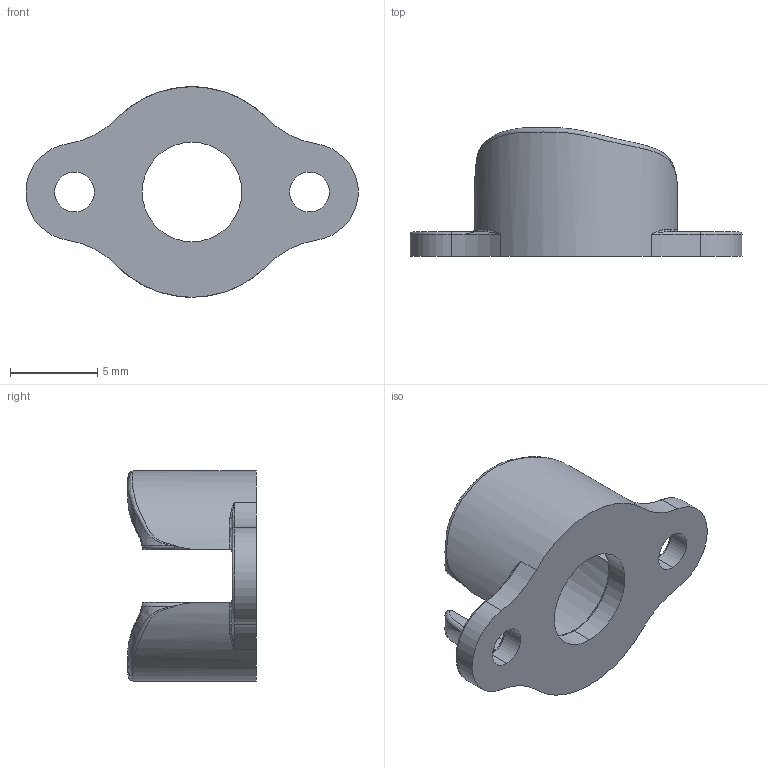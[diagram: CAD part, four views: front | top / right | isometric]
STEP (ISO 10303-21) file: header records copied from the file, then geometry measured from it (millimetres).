
FILE_DESCRIPTION (( 'STEP AP214' ), '1' );
FILE_NAME ('base.STEP', '2017-10-02T04:46:44', ( '' ), ( '' ), 'SwSTEP 2.0', 'SolidWorks 2016', '' );
FILE_SCHEMA (( 'AUTOMOTIVE_DESIGN' ));
Length unit declared in the file: inch
Products named in the file (1): base
Bounding box: 19.03 x 7.37 x 12.07 mm (x, y, z)
Volume: 334.5 mm3; surface area: 658.3 mm2
Topology: 1 solids, 1 shells, 61 faces, 155 edges, 92 vertices
Faces by surface type: bspline 20, cylinder 19, torus 16, plane 6
Entity records: 3964 total; most frequent: CARTESIAN_POINT 2611, ORIENTED_EDGE 302, DIRECTION 239, EDGE_CURVE 151, AXIS2_PLACEMENT_3D 105, VERTEX_POINT 92, EDGE_LOOP 67, CIRCLE 63
